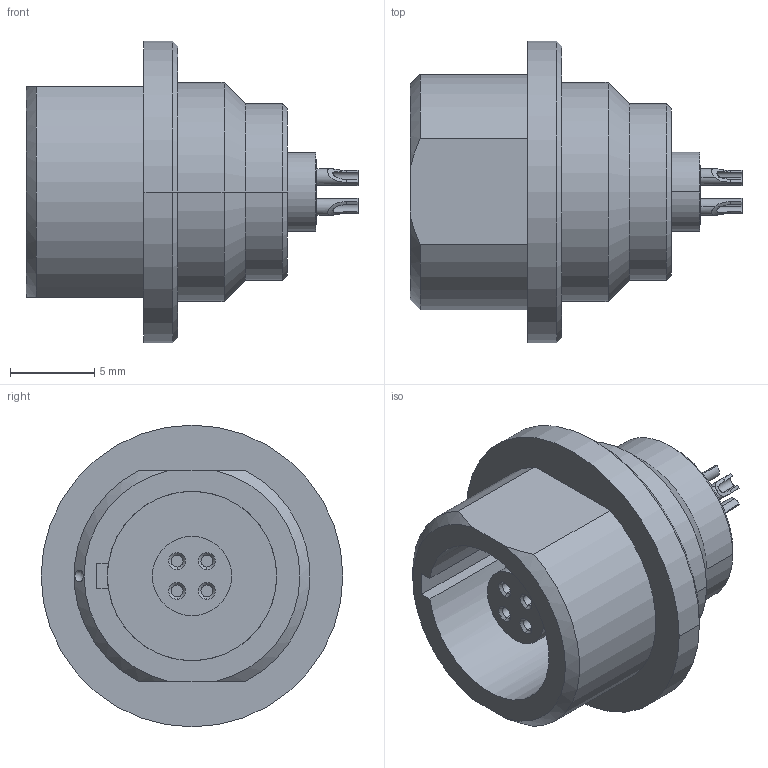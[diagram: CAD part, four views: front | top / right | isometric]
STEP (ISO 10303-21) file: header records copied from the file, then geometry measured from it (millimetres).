
FILE_DESCRIPTION((''),'2;1');
FILE_NAME('G30K0C-P04L','2013-11-04T',('RTrager'),(''),'PRO/ENGINEER BY PARAMETRIC TECHNOLOGY CORPORATION, 2013050','PRO/ENGINEER BY PARAMETRIC TECHNOLOGY CORPORATION, 2013050','');
FILE_SCHEMA(('CONFIG_CONTROL_DESIGN'));
Length unit declared in the file: millimetre
Products named in the file (1): G30K0C-P04L
Bounding box: 19.7 x 17.9 x 17.9 mm (x, y, z)
Volume: 1541 mm3; surface area: 1710.7 mm2
Topology: 1 solids, 1 shells, 101 faces, 240 edges, 154 vertices
Faces by surface type: cylinder 46, plane 29, cone 16, bspline 5, torus 4, sphere 1
Entity records: 3702 total; most frequent: CARTESIAN_POINT 1293, DIRECTION 516, ORIENTED_EDGE 476, EDGE_CURVE 238, AXIS2_PLACEMENT_3D 209, VERTEX_POINT 154, EDGE_LOOP 116, CIRCLE 113
